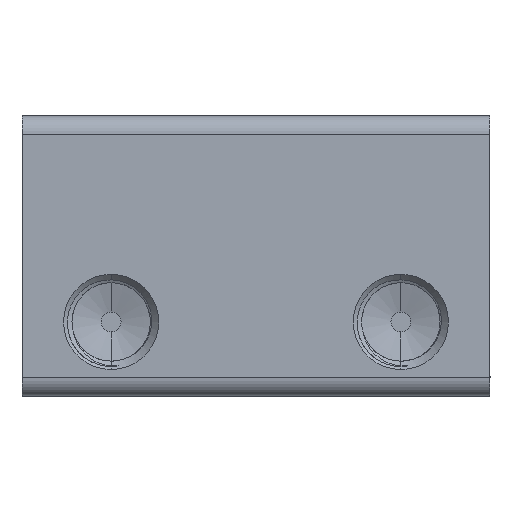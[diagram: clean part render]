
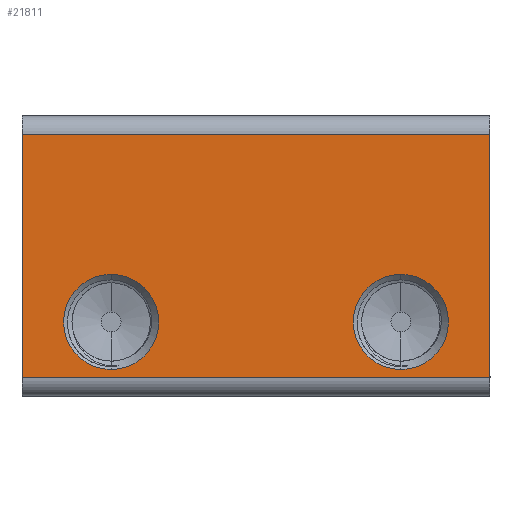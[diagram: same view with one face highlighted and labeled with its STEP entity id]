
A CAD part, left-side view. The second image highlights one B-rep face of the part: STEP entity #21811.
In plain terms, the highlighted planar face has unit normal (-1, 0, 0).
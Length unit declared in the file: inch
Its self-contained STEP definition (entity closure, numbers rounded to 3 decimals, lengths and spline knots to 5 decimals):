
#59 = CARTESIAN_POINT ( 'NONE',  ( -0.499, 1.23537, -0.41834 ) ) ;
#204 = CARTESIAN_POINT ( 'NONE',  ( -0.499, 0.62612, 0.57053 ) ) ;
#492 = VERTEX_POINT ( 'NONE', #2901 ) ;
#788 = PLANE ( 'NONE',  #5983 ) ;
#1250 = DIRECTION ( 'NONE',  ( 0., 0., 1. ) ) ;
#1623 = DIRECTION ( 'NONE',  ( 1., 0., 0. ) ) ;
#1764 = EDGE_CURVE ( 'NONE', #23590, #18907, #10096, .T. ) ;
#2493 = VERTEX_POINT ( 'NONE', #12560 ) ;
#2901 = CARTESIAN_POINT ( 'NONE',  ( -0.499, 0.01687, -0.41834 ) ) ;
#4120 = EDGE_LOOP ( 'NONE', ( #4865, #21618 ) ) ;
#4823 = ORIENTED_EDGE ( 'NONE', *, *, #23773, .F. ) ;
#4865 = ORIENTED_EDGE ( 'NONE', *, *, #22000, .T. ) ;
#5564 = CARTESIAN_POINT ( 'NONE',  ( -0.499, -0.35813, 0.57053 ) ) ;
#5593 = FACE_BOUND ( 'NONE', #13141, .T. ) ;
#5983 = AXIS2_PLACEMENT_3D ( 'NONE', #6947, #7029, #20959 ) ;
#6287 = LINE ( 'NONE', #204, #21258 ) ;
#6310 = DIRECTION ( 'NONE',  ( 0., 1., 0. ) ) ;
#6585 = CIRCLE ( 'NONE', #10488, 0.2 ) ;
#6947 = CARTESIAN_POINT ( 'NONE',  ( -0.499, 1.61037, -0.45247 ) ) ;
#7029 = DIRECTION ( 'NONE',  ( -1., 0., 0. ) ) ;
#7619 = VERTEX_POINT ( 'NONE', #16867 ) ;
#7985 = CARTESIAN_POINT ( 'NONE',  ( -0.499, 0.01687, -0.21834 ) ) ;
#8338 = CARTESIAN_POINT ( 'NONE',  ( -0.499, 0.62612, -0.45247 ) ) ;
#8835 = VECTOR ( 'NONE', #1250, 39.37008 ) ;
#9470 = CIRCLE ( 'NONE', #23994, 0.2 ) ;
#9662 = LINE ( 'NONE', #8338, #25561 ) ;
#9967 = CARTESIAN_POINT ( 'NONE',  ( -0.499, 0.01687, -0.01834 ) ) ;
#10001 = CARTESIAN_POINT ( 'NONE',  ( -0.499, 1.61037, -0.45247 ) ) ;
#10096 = LINE ( 'NONE', #25156, #8835 ) ;
#10221 = AXIS2_PLACEMENT_3D ( 'NONE', #7985, #19896, #15975 ) ;
#10488 = AXIS2_PLACEMENT_3D ( 'NONE', #17694, #1623, #13692 ) ;
#11896 = FACE_OUTER_BOUND ( 'NONE', #22011, .T. ) ;
#12560 = CARTESIAN_POINT ( 'NONE',  ( -0.499, 1.23537, -0.01834 ) ) ;
#12790 = ORIENTED_EDGE ( 'NONE', *, *, #18872, .T. ) ;
#13052 = EDGE_CURVE ( 'NONE', #492, #20403, #23326, .T. ) ;
#13113 = ORIENTED_EDGE ( 'NONE', *, *, #1764, .F. ) ;
#13141 = EDGE_LOOP ( 'NONE', ( #12790, #22053 ) ) ;
#13692 = DIRECTION ( 'NONE',  ( 0., 0., 1. ) ) ;
#14375 = DIRECTION ( 'NONE',  ( 0., 0., 1. ) ) ;
#14891 = VECTOR ( 'NONE', #21673, 39.37008 ) ;
#15303 = ORIENTED_EDGE ( 'NONE', *, *, #18278, .T. ) ;
#15351 = AXIS2_PLACEMENT_3D ( 'NONE', #15902, #23603, #21667 ) ;
#15902 = CARTESIAN_POINT ( 'NONE',  ( -0.499, 1.23537, -0.21834 ) ) ;
#15975 = DIRECTION ( 'NONE',  ( 0., 0., 1. ) ) ;
#16029 = CARTESIAN_POINT ( 'NONE',  ( -0.499, 0.01687, -0.21834 ) ) ;
#16289 = DIRECTION ( 'NONE',  ( 1., 0., 0. ) ) ;
#16771 = LINE ( 'NONE', #17670, #14891 ) ;
#16790 = CARTESIAN_POINT ( 'NONE',  ( -0.499, 1.61037, 0.57053 ) ) ;
#16867 = CARTESIAN_POINT ( 'NONE',  ( -0.499, -0.35813, -0.45247 ) ) ;
#17595 = VERTEX_POINT ( 'NONE', #59 ) ;
#17670 = CARTESIAN_POINT ( 'NONE',  ( -0.499, -0.35813, 0.05903 ) ) ;
#17694 = CARTESIAN_POINT ( 'NONE',  ( -0.499, 1.23537, -0.21834 ) ) ;
#18064 = EDGE_CURVE ( 'NONE', #17595, #2493, #6585, .T. ) ;
#18278 = EDGE_CURVE ( 'NONE', #18657, #18907, #6287, .T. ) ;
#18411 = FACE_BOUND ( 'NONE', #4120, .T. ) ;
#18657 = VERTEX_POINT ( 'NONE', #5564 ) ;
#18872 = EDGE_CURVE ( 'NONE', #20403, #492, #9470, .T. ) ;
#18907 = VERTEX_POINT ( 'NONE', #16790 ) ;
#19852 = ORIENTED_EDGE ( 'NONE', *, *, #25094, .F. ) ;
#19896 = DIRECTION ( 'NONE',  ( 1., 0., 0. ) ) ;
#20152 = DIRECTION ( 'NONE',  ( 0., 1., 0. ) ) ;
#20403 = VERTEX_POINT ( 'NONE', #9967 ) ;
#20959 = DIRECTION ( 'NONE',  ( 0., -1., 0. ) ) ;
#21258 = VECTOR ( 'NONE', #6310, 39.37008 ) ;
#21618 = ORIENTED_EDGE ( 'NONE', *, *, #18064, .T. ) ;
#21667 = DIRECTION ( 'NONE',  ( 0., 0., 1. ) ) ;
#21673 = DIRECTION ( 'NONE',  ( 0., 0., -1. ) ) ;
#21811 = ADVANCED_FACE ( 'NONE', ( #5593, #18411, #11896 ), #788, .T. ) ;
#22000 = EDGE_CURVE ( 'NONE', #2493, #17595, #23063, .T. ) ;
#22011 = EDGE_LOOP ( 'NONE', ( #19852, #15303, #13113, #4823 ) ) ;
#22053 = ORIENTED_EDGE ( 'NONE', *, *, #13052, .T. ) ;
#23063 = CIRCLE ( 'NONE', #15351, 0.2 ) ;
#23326 = CIRCLE ( 'NONE', #10221, 0.2 ) ;
#23590 = VERTEX_POINT ( 'NONE', #10001 ) ;
#23603 = DIRECTION ( 'NONE',  ( 1., 0., 0. ) ) ;
#23773 = EDGE_CURVE ( 'NONE', #7619, #23590, #9662, .T. ) ;
#23994 = AXIS2_PLACEMENT_3D ( 'NONE', #16029, #16289, #14375 ) ;
#25094 = EDGE_CURVE ( 'NONE', #18657, #7619, #16771, .T. ) ;
#25156 = CARTESIAN_POINT ( 'NONE',  ( -0.499, 1.61037, 0.05903 ) ) ;
#25561 = VECTOR ( 'NONE', #20152, 39.37008 ) ;
